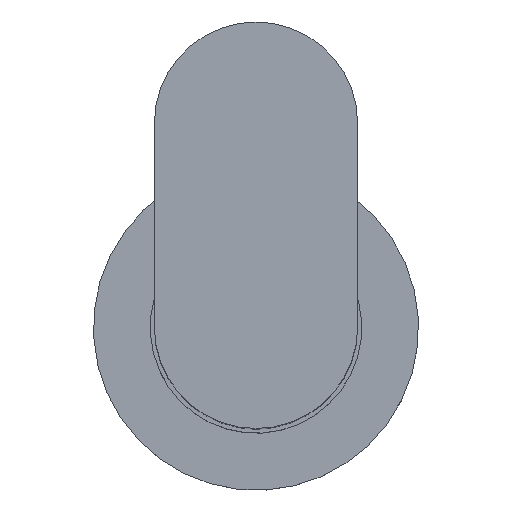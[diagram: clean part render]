
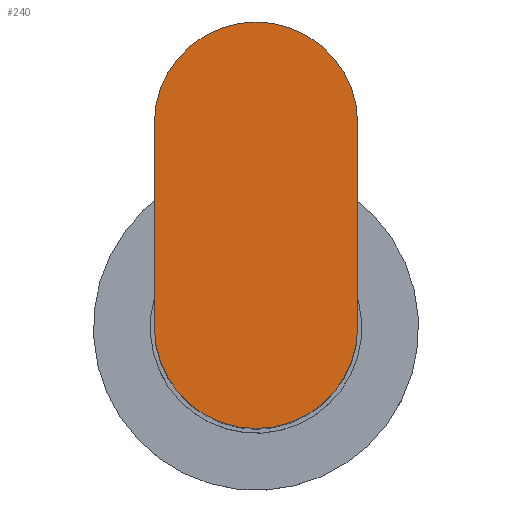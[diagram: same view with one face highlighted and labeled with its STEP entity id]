
A CAD part, top view. The second image highlights one B-rep face of the part: STEP entity #240.
In plain terms, the highlighted planar face has unit normal (0, 0, 1).
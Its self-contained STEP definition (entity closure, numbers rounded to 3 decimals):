
#6 = EDGE_CURVE ( 'NONE', #2801, #572, #2280, .T. ) ;
#72 = VERTEX_POINT ( 'NONE', #949 ) ;
#160 = CARTESIAN_POINT ( 'NONE',  ( 0., 25., 46. ) ) ;
#240 = ADVANCED_FACE ( 'NONE', ( #3050 ), #386, .T. ) ;
#303 = AXIS2_PLACEMENT_3D ( 'NONE', #1984, #3033, #388 ) ;
#386 = PLANE ( 'NONE',  #2087 ) ;
#388 = DIRECTION ( 'NONE',  ( 1., 0., 0. ) ) ;
#403 = DIRECTION ( 'NONE',  ( 1., 0., 0. ) ) ;
#423 = EDGE_CURVE ( 'NONE', #814, #2801, #3013, .T. ) ;
#424 = ORIENTED_EDGE ( 'NONE', *, *, #1987, .T. ) ;
#572 = VERTEX_POINT ( 'NONE', #1910 ) ;
#574 = AXIS2_PLACEMENT_3D ( 'NONE', #160, #2867, #2085 ) ;
#612 = DIRECTION ( 'NONE',  ( 0., 0., 1. ) ) ;
#814 = VERTEX_POINT ( 'NONE', #2913 ) ;
#949 = CARTESIAN_POINT ( 'NONE',  ( -12.5, 0., 46. ) ) ;
#1180 = CARTESIAN_POINT ( 'NONE',  ( 12.5, 0., 46. ) ) ;
#1654 = ORIENTED_EDGE ( 'NONE', *, *, #1752, .T. ) ;
#1659 = ORIENTED_EDGE ( 'NONE', *, *, #423, .T. ) ;
#1752 = EDGE_CURVE ( 'NONE', #72, #814, #3349, .T. ) ;
#1788 = CARTESIAN_POINT ( 'NONE',  ( -12.5, 0., 46. ) ) ;
#1910 = CARTESIAN_POINT ( 'NONE',  ( -12.5, 25., 46. ) ) ;
#1973 = ORIENTED_EDGE ( 'NONE', *, *, #6, .T. ) ;
#1984 = CARTESIAN_POINT ( 'NONE',  ( 0., 0., 46. ) ) ;
#1987 = EDGE_CURVE ( 'NONE', #572, #72, #2595, .T. ) ;
#2021 = DIRECTION ( 'NONE',  ( 0., -1., 0. ) ) ;
#2085 = DIRECTION ( 'NONE',  ( 1., 0., 0. ) ) ;
#2087 = AXIS2_PLACEMENT_3D ( 'NONE', #2493, #612, #403 ) ;
#2226 = DIRECTION ( 'NONE',  ( 0., 1., 0. ) ) ;
#2280 = CIRCLE ( 'NONE', #574, 12.5 ) ;
#2324 = EDGE_LOOP ( 'NONE', ( #1654, #1659, #1973, #424 ) ) ;
#2493 = CARTESIAN_POINT ( 'NONE',  ( 0., 0., 46. ) ) ;
#2594 = VECTOR ( 'NONE', #2021, 1000. ) ;
#2595 = LINE ( 'NONE', #1788, #2594 ) ;
#2801 = VERTEX_POINT ( 'NONE', #3238 ) ;
#2867 = DIRECTION ( 'NONE',  ( 0., 0., 1. ) ) ;
#2913 = CARTESIAN_POINT ( 'NONE',  ( 12.5, 0., 46. ) ) ;
#3013 = LINE ( 'NONE', #1180, #3030 ) ;
#3030 = VECTOR ( 'NONE', #2226, 1000. ) ;
#3033 = DIRECTION ( 'NONE',  ( 0., 0., 1. ) ) ;
#3050 = FACE_OUTER_BOUND ( 'NONE', #2324, .T. ) ;
#3238 = CARTESIAN_POINT ( 'NONE',  ( 12.5, 25., 46. ) ) ;
#3349 = CIRCLE ( 'NONE', #303, 12.5 ) ;
